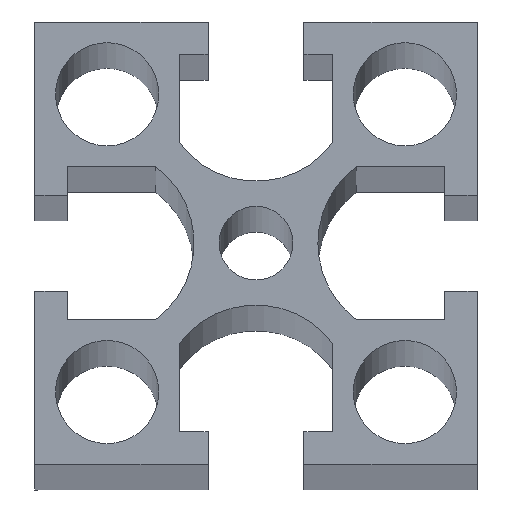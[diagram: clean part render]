
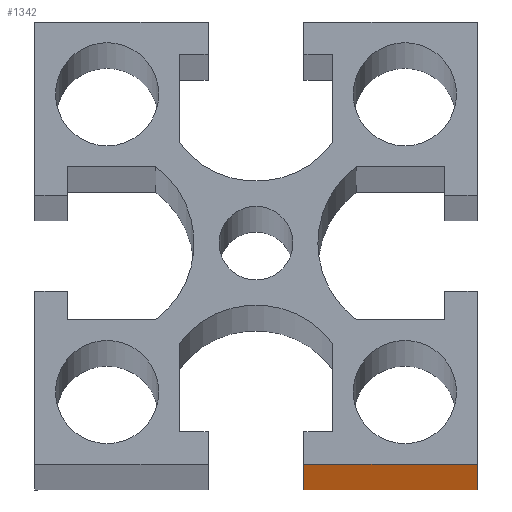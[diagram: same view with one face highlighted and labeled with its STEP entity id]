
A CAD part, top view. The second image highlights one B-rep face of the part: STEP entity #1342.
In plain terms, the highlighted planar face has unit normal (0, -1, 0).
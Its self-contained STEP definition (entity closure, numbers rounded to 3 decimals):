
#143 = LINE ( 'NONE', #1603, #516 ) ;
#156 = CARTESIAN_POINT ( 'NONE',  ( 15., -15., 1000. ) ) ;
#208 = LINE ( 'NONE', #727, #824 ) ;
#218 = DIRECTION ( 'NONE',  ( 1., 0., 0. ) ) ;
#219 = EDGE_LOOP ( 'NONE', ( #972, #512, #340, #228 ) ) ;
#228 = ORIENTED_EDGE ( 'NONE', *, *, #1472, .T. ) ;
#269 = VECTOR ( 'NONE', #218, 1000. ) ;
#340 = ORIENTED_EDGE ( 'NONE', *, *, #498, .F. ) ;
#422 = PLANE ( 'NONE',  #1543 ) ;
#498 = EDGE_CURVE ( 'NONE', #585, #1253, #1495, .T. ) ;
#512 = ORIENTED_EDGE ( 'NONE', *, *, #785, .F. ) ;
#516 = VECTOR ( 'NONE', #651, 1000. ) ;
#535 = CARTESIAN_POINT ( 'NONE',  ( 15., -15., 0. ) ) ;
#585 = VERTEX_POINT ( 'NONE', #1538 ) ;
#624 = VECTOR ( 'NONE', #1301, 1000. ) ;
#651 = DIRECTION ( 'NONE',  ( 0., 0., -1. ) ) ;
#727 = CARTESIAN_POINT ( 'NONE',  ( 3.25, -15., 1000. ) ) ;
#785 = EDGE_CURVE ( 'NONE', #1253, #1140, #143, .T. ) ;
#824 = VECTOR ( 'NONE', #1655, 1000. ) ;
#897 = LINE ( 'NONE', #1037, #624 ) ;
#958 = DIRECTION ( 'NONE',  ( -1., 0., 0. ) ) ;
#972 = ORIENTED_EDGE ( 'NONE', *, *, #1094, .T. ) ;
#1037 = CARTESIAN_POINT ( 'NONE',  ( 0., -15., 0. ) ) ;
#1094 = EDGE_CURVE ( 'NONE', #1496, #1140, #897, .T. ) ;
#1105 = CARTESIAN_POINT ( 'NONE',  ( 0., -15., 1000. ) ) ;
#1127 = CARTESIAN_POINT ( 'NONE',  ( 0., -15., 1000. ) ) ;
#1140 = VERTEX_POINT ( 'NONE', #535 ) ;
#1253 = VERTEX_POINT ( 'NONE', #156 ) ;
#1301 = DIRECTION ( 'NONE',  ( 1., 0., 0. ) ) ;
#1342 = ADVANCED_FACE ( 'NONE', ( #1637 ), #422, .F. ) ;
#1471 = DIRECTION ( 'NONE',  ( 0., 1., 0. ) ) ;
#1472 = EDGE_CURVE ( 'NONE', #585, #1496, #208, .T. ) ;
#1495 = LINE ( 'NONE', #1127, #269 ) ;
#1496 = VERTEX_POINT ( 'NONE', #1701 ) ;
#1538 = CARTESIAN_POINT ( 'NONE',  ( 3.25, -15., 1000. ) ) ;
#1543 = AXIS2_PLACEMENT_3D ( 'NONE', #1105, #1471, #958 ) ;
#1603 = CARTESIAN_POINT ( 'NONE',  ( 15., -15., 1000. ) ) ;
#1637 = FACE_OUTER_BOUND ( 'NONE', #219, .T. ) ;
#1655 = DIRECTION ( 'NONE',  ( 0., 0., -1. ) ) ;
#1701 = CARTESIAN_POINT ( 'NONE',  ( 3.25, -15., 0. ) ) ;
